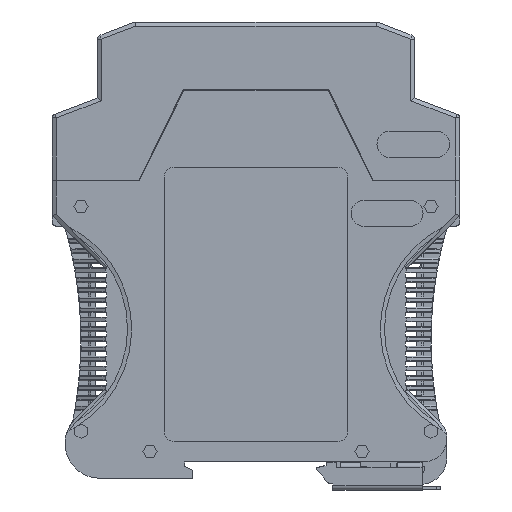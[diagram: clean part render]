
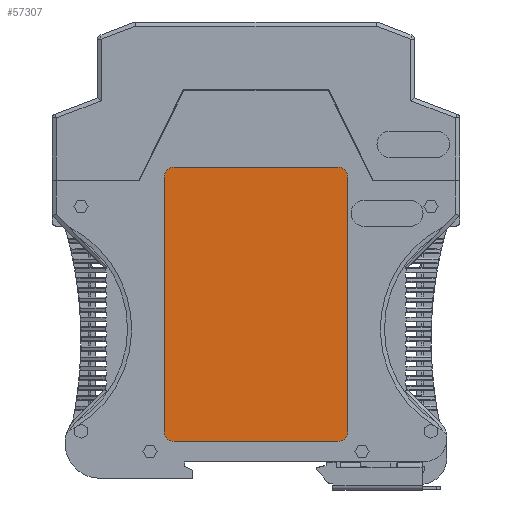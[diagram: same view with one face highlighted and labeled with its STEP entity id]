
A CAD part, left-side view. The second image highlights one B-rep face of the part: STEP entity #57307.
In plain terms, the highlighted face is planar.
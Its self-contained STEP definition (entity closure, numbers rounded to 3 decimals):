
#5750=VECTOR('',#70998,1.);
#5751=VECTOR('',#70999,1.);
#5752=VECTOR('',#71002,1.);
#5753=VECTOR('',#71005,1.);
#12010=LINE('',#92780,#5750);
#12011=LINE('',#92782,#5751);
#12012=LINE('',#92786,#5752);
#12013=LINE('',#92790,#5753);
#15611=PLANE('',#61338);
#20187=VERTEX_POINT('',#92775);
#20188=VERTEX_POINT('',#92777);
#20189=VERTEX_POINT('',#92781);
#20190=VERTEX_POINT('',#92783);
#20191=VERTEX_POINT('',#92785);
#20192=VERTEX_POINT('',#92787);
#20193=VERTEX_POINT('',#92789);
#20194=VERTEX_POINT('',#92791);
#23197=CIRCLE('',#61337,2.5);
#23198=CIRCLE('',#61339,2.5);
#23199=CIRCLE('',#61340,2.5);
#23200=CIRCLE('',#61341,2.5);
#29113=EDGE_CURVE('',#20188,#20187,#23197,.T.);
#29114=EDGE_CURVE('',#20187,#20189,#12010,.T.);
#29115=EDGE_CURVE('',#20190,#20188,#12011,.T.);
#29116=EDGE_CURVE('',#20191,#20190,#23198,.T.);
#29117=EDGE_CURVE('',#20192,#20191,#12012,.T.);
#29118=EDGE_CURVE('',#20193,#20192,#23199,.T.);
#29119=EDGE_CURVE('',#20194,#20193,#12013,.T.);
#29120=EDGE_CURVE('',#20189,#20194,#23200,.T.);
#42405=ORIENTED_EDGE('',*,*,#29114,.F.);
#42406=ORIENTED_EDGE('',*,*,#29113,.F.);
#42407=ORIENTED_EDGE('',*,*,#29115,.F.);
#42408=ORIENTED_EDGE('',*,*,#29116,.F.);
#42409=ORIENTED_EDGE('',*,*,#29117,.F.);
#42410=ORIENTED_EDGE('',*,*,#29118,.F.);
#42411=ORIENTED_EDGE('',*,*,#29119,.F.);
#42412=ORIENTED_EDGE('',*,*,#29120,.F.);
#51070=EDGE_LOOP('',(#42405,#42406,#42407,#42408,#42409,#42410,#42411,#42412));
#54218=FACE_BOUND('',#51070,.T.);
#57307=ADVANCED_FACE('',(#54218),#15611,.T.);
#61337=AXIS2_PLACEMENT_3D('',#92778,#70995,#70996);
#61338=AXIS2_PLACEMENT_3D('',#92779,#70997,$);
#61339=AXIS2_PLACEMENT_3D('',#92784,#71000,#71001);
#61340=AXIS2_PLACEMENT_3D('',#92788,#71003,#71004);
#61341=AXIS2_PLACEMENT_3D('',#92792,#71006,#71007);
#70995=DIRECTION('',(0.,0.,-1.));
#70996=DIRECTION('',(-2.5,0.,0.));
#70997=DIRECTION('',(0.,0.,1.));
#70998=DIRECTION('',(1.,0.,0.));
#70999=DIRECTION('',(0.,1.,0.));
#71000=DIRECTION('',(0.,0.,-1.));
#71001=DIRECTION('',(0.,-2.5,0.));
#71002=DIRECTION('',(-1.,0.,0.));
#71003=DIRECTION('',(0.,0.,-1.));
#71004=DIRECTION('',(2.5,0.,0.));
#71005=DIRECTION('',(0.,-1.,0.));
#71006=DIRECTION('',(0.,0.,-1.));
#71007=DIRECTION('',(0.,2.5,0.));
#92775=CARTESIAN_POINT('',(1613.639,1224.237,11.));
#92777=CARTESIAN_POINT('',(1611.139,1221.737,11.));
#92778=CARTESIAN_POINT('',(1613.639,1221.737,11.));
#92779=CARTESIAN_POINT('',(1633.639,1190.637,11.));
#92780=CARTESIAN_POINT('',(1613.639,1224.237,11.));
#92781=CARTESIAN_POINT('',(1653.639,1224.237,11.));
#92782=CARTESIAN_POINT('',(1611.139,1159.537,11.));
#92783=CARTESIAN_POINT('',(1611.139,1159.537,11.));
#92784=CARTESIAN_POINT('',(1613.639,1159.537,11.));
#92785=CARTESIAN_POINT('',(1613.639,1157.037,11.));
#92786=CARTESIAN_POINT('',(1653.639,1157.037,11.));
#92787=CARTESIAN_POINT('',(1653.639,1157.037,11.));
#92788=CARTESIAN_POINT('',(1653.639,1159.537,11.));
#92789=CARTESIAN_POINT('',(1656.139,1159.537,11.));
#92790=CARTESIAN_POINT('',(1656.139,1221.737,11.));
#92791=CARTESIAN_POINT('',(1656.139,1221.737,11.));
#92792=CARTESIAN_POINT('',(1653.639,1221.737,11.));
